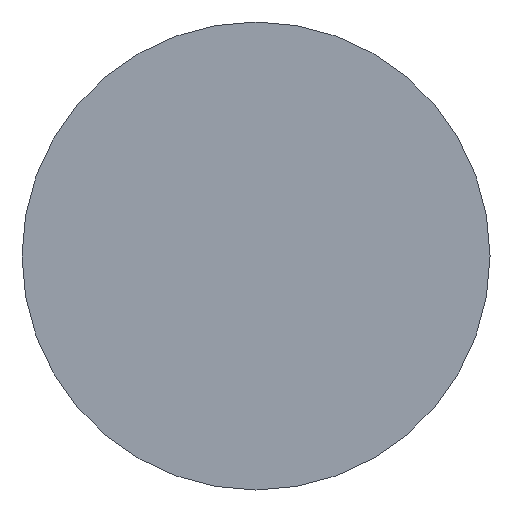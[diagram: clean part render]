
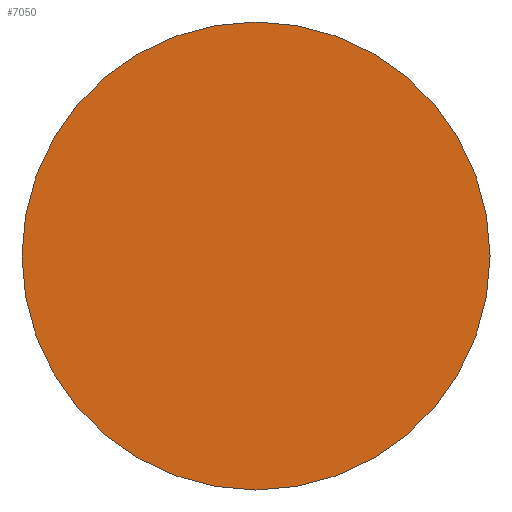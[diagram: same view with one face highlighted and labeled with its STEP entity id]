
A CAD part, left-side view. The second image highlights one B-rep face of the part: STEP entity #7050.
In plain terms, the highlighted planar face has unit normal (-1, 0, 0).
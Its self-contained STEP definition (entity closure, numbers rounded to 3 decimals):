
#827 = CARTESIAN_POINT ( 'NONE',  ( -26.364, 0., -62.5 ) ) ;
#981 = ORIENTED_EDGE ( 'NONE', *, *, #23178, .T. ) ;
#1067 = CARTESIAN_POINT ( 'NONE',  ( -26.364, 0., 0. ) ) ;
#1523 = VERTEX_POINT ( 'NONE', #827 ) ;
#3103 = EDGE_LOOP ( 'NONE', ( #981, #7651 ) ) ;
#5427 = FACE_OUTER_BOUND ( 'NONE', #3103, .T. ) ;
#6187 = CARTESIAN_POINT ( 'NONE',  ( -26.364, 0., 0. ) ) ;
#7050 = ADVANCED_FACE ( 'NONE', ( #5427 ), #13561, .F. ) ;
#7191 = AXIS2_PLACEMENT_3D ( 'NONE', #6187, #7978, #20587 ) ;
#7354 = VERTEX_POINT ( 'NONE', #10895 ) ;
#7651 = ORIENTED_EDGE ( 'NONE', *, *, #10177, .T. ) ;
#7691 = AXIS2_PLACEMENT_3D ( 'NONE', #16056, #21130, #10345 ) ;
#7978 = DIRECTION ( 'NONE',  ( 1., 0., 0. ) ) ;
#9686 = DIRECTION ( 'NONE',  ( 0., 0., 1. ) ) ;
#10177 = EDGE_CURVE ( 'NONE', #1523, #7354, #19157, .T. ) ;
#10345 = DIRECTION ( 'NONE',  ( 0., 0., 1. ) ) ;
#10895 = CARTESIAN_POINT ( 'NONE',  ( -26.364, 0., 62.5 ) ) ;
#13561 = PLANE ( 'NONE',  #7191 ) ;
#14266 = CIRCLE ( 'NONE', #7691, 62.5 ) ;
#16056 = CARTESIAN_POINT ( 'NONE',  ( -26.364, 0., 0. ) ) ;
#18843 = AXIS2_PLACEMENT_3D ( 'NONE', #1067, #20430, #9686 ) ;
#19157 = CIRCLE ( 'NONE', #18843, 62.5 ) ;
#20430 = DIRECTION ( 'NONE',  ( -1., 0., 0. ) ) ;
#20587 = DIRECTION ( 'NONE',  ( 0., 0., -1. ) ) ;
#21130 = DIRECTION ( 'NONE',  ( -1., 0., 0. ) ) ;
#23178 = EDGE_CURVE ( 'NONE', #7354, #1523, #14266, .T. ) ;
